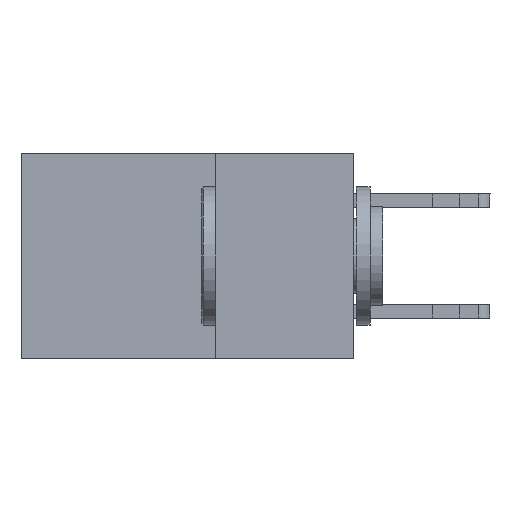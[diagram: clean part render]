
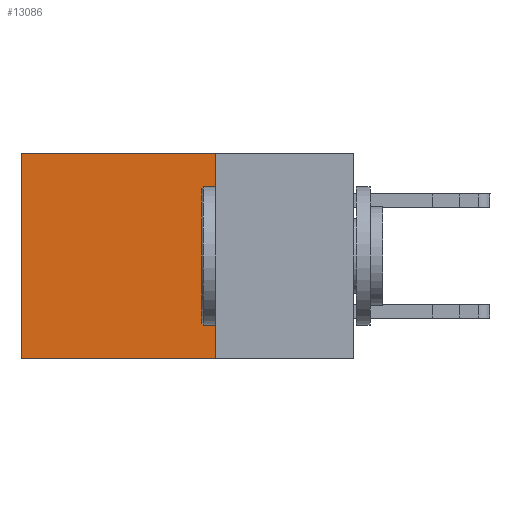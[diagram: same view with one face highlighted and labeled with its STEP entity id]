
A CAD part, left-side view. The second image highlights one B-rep face of the part: STEP entity #13086.
In plain terms, the highlighted planar face has unit normal (-1, 0, 0).
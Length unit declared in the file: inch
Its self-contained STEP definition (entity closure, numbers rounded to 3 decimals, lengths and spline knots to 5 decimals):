
#850 = ORIENTED_EDGE ( 'NONE', *, *, #5975, .T. ) ;
#1098 = LINE ( 'NONE', #6508, #10651 ) ;
#1129 = EDGE_CURVE ( 'NONE', #4979, #23014, #27635, .T. ) ;
#1788 = DIRECTION ( 'NONE',  ( 0., 0., -1. ) ) ;
#2571 = EDGE_LOOP ( 'NONE', ( #34334, #15716, #7769, #850 ) ) ;
#3043 = LINE ( 'NONE', #28499, #8020 ) ;
#3107 = VERTEX_POINT ( 'NONE', #14387 ) ;
#4525 = EDGE_CURVE ( 'NONE', #34099, #4979, #30063, .T. ) ;
#4979 = VERTEX_POINT ( 'NONE', #32341 ) ;
#5975 = EDGE_CURVE ( 'NONE', #34099, #3107, #3043, .T. ) ;
#6508 = CARTESIAN_POINT ( 'NONE',  ( 0.2875, 0.6, 0. ) ) ;
#7769 = ORIENTED_EDGE ( 'NONE', *, *, #4525, .F. ) ;
#8020 = VECTOR ( 'NONE', #17045, 39.37008 ) ;
#9155 = CARTESIAN_POINT ( 'NONE',  ( 0.2875, 0.25, 0. ) ) ;
#9344 = AXIS2_PLACEMENT_3D ( 'NONE', #9155, #20276, #29339 ) ;
#10651 = VECTOR ( 'NONE', #32623, 39.37008 ) ;
#11264 = CARTESIAN_POINT ( 'NONE',  ( 0.2875, 0.25, -0.37 ) ) ;
#13086 = ADVANCED_FACE ( 'NONE', ( #17841 ), #32378, .F. ) ;
#13224 = EDGE_CURVE ( 'NONE', #3107, #23014, #1098, .T. ) ;
#13350 = CARTESIAN_POINT ( 'NONE',  ( 0.2875, 0.25, 0. ) ) ;
#14387 = CARTESIAN_POINT ( 'NONE',  ( 0.2875, 0.6, 0. ) ) ;
#15716 = ORIENTED_EDGE ( 'NONE', *, *, #1129, .F. ) ;
#17045 = DIRECTION ( 'NONE',  ( 0., 1., 0. ) ) ;
#17841 = FACE_OUTER_BOUND ( 'NONE', #2571, .T. ) ;
#18366 = CARTESIAN_POINT ( 'NONE',  ( 0.2875, 0.6, -0.37 ) ) ;
#20276 = DIRECTION ( 'NONE',  ( 1., 0., 0. ) ) ;
#22196 = VECTOR ( 'NONE', #23006, 39.37008 ) ;
#23006 = DIRECTION ( 'NONE',  ( 0., 1., 0. ) ) ;
#23014 = VERTEX_POINT ( 'NONE', #18366 ) ;
#27635 = LINE ( 'NONE', #11264, #22196 ) ;
#27823 = VECTOR ( 'NONE', #1788, 39.37008 ) ;
#28499 = CARTESIAN_POINT ( 'NONE',  ( 0.2875, 0.25, 0. ) ) ;
#29339 = DIRECTION ( 'NONE',  ( 0., 0., -1. ) ) ;
#30063 = LINE ( 'NONE', #13350, #27823 ) ;
#32341 = CARTESIAN_POINT ( 'NONE',  ( 0.2875, 0.25, -0.37 ) ) ;
#32378 = PLANE ( 'NONE',  #9344 ) ;
#32623 = DIRECTION ( 'NONE',  ( 0., 0., -1. ) ) ;
#34099 = VERTEX_POINT ( 'NONE', #35729 ) ;
#34334 = ORIENTED_EDGE ( 'NONE', *, *, #13224, .T. ) ;
#35729 = CARTESIAN_POINT ( 'NONE',  ( 0.2875, 0.25, 0. ) ) ;
